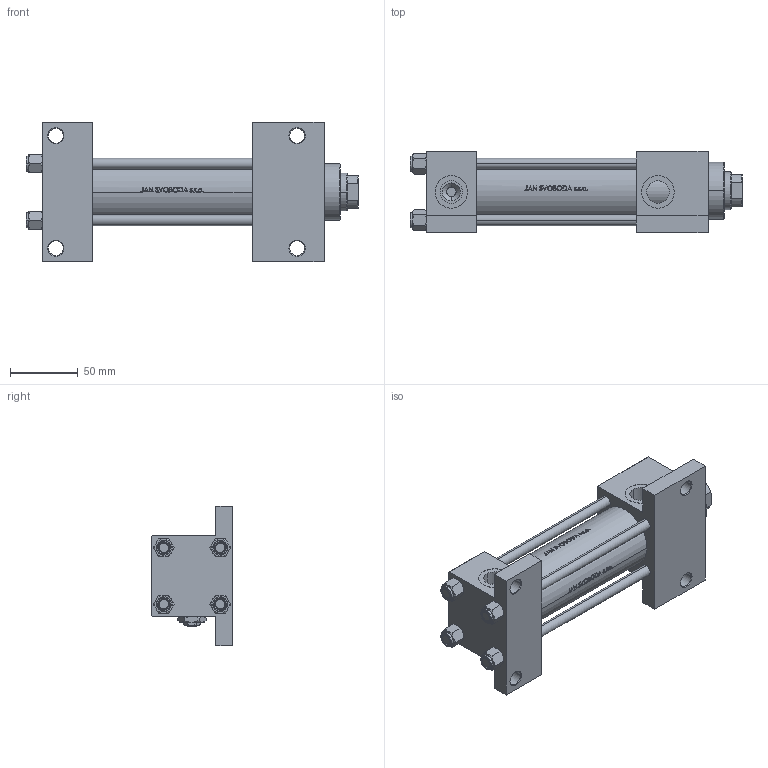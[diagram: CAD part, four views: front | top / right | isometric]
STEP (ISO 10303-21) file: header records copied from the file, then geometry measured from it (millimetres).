
FILE_DESCRIPTION (( 'STEP AP203' ), '1' );
FILE_NAME ('c9e6.STEP', '2023-01-17T18:42:43', ( '' ), ( '' ), 'SwSTEP 2.0', 'SolidWorks 2019', '' );
FILE_SCHEMA (( 'CONFIG_CONTROL_DESIGN' ));
Length unit declared in the file: millimetre
Products named in the file (7): Zatka_pro_OIL_PORT 57bec5fd402ab06224959c81467fb281; V215CR_G_Body 57bec5fd402ab06224959c81467fb281; V215CR_VCP_G 57bec5fd402ab06224959c81467fb281; c9e6; V215CR_G_TYCINKA 57bec5fd402ab06224959c81467fb281; NUT_M5_G 57bec5fd402ab06224959c81467fb281; V215_VC_A 57bec5fd402ab06224959c81467fb281
Assembly tree (13 placements, depth 2):
  c9e6
    V215CR_G_Body 57bec5fd402ab06224959c81467fb281
    V215CR_VCP_G 57bec5fd402ab06224959c81467fb281
    V215CR_G_TYCINKA 57bec5fd402ab06224959c81467fb281  x4
    NUT_M5_G 57bec5fd402ab06224959c81467fb281  x4
    V215_VC_A 57bec5fd402ab06224959c81467fb281
    Zatka_pro_OIL_PORT 57bec5fd402ab06224959c81467fb281  x2
Bounding box: 245 x 60 x 103 mm (x, y, z)
Volume: 541427.8 mm3; surface area: 150787.4 mm2
Topology: 13 solids, 13 shells, 1184 faces, 2982 edges, 1909 vertices
Faces by surface type: plane 478, bspline 380, cone 186, cylinder 132, torus 8
Entity records: 49567 total; most frequent: CARTESIAN_POINT 26610, ORIENTED_EDGE 5264, DIRECTION 3282, EDGE_CURVE 2632, VERTEX_POINT 1707, VECTOR 1340, LINE 1340, EDGE_LOOP 1129
